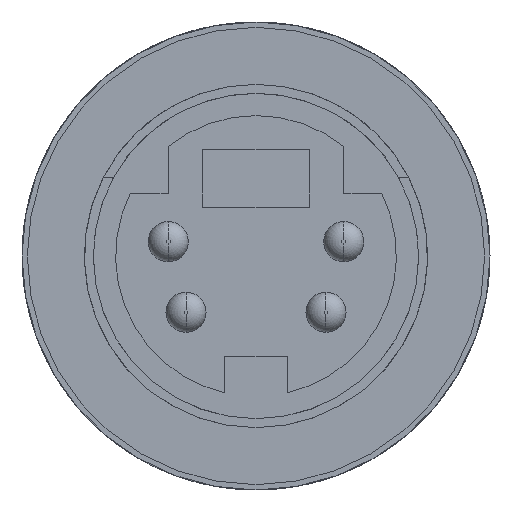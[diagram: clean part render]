
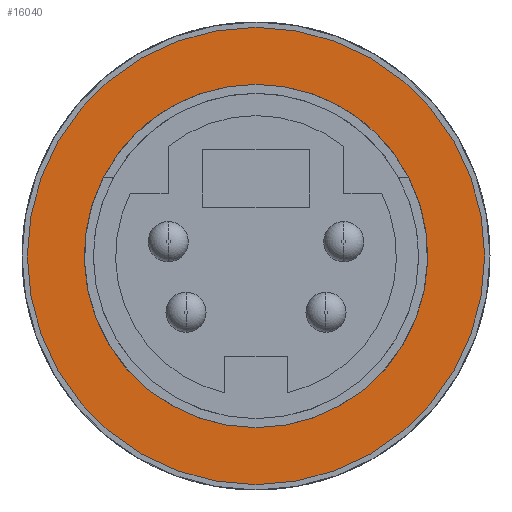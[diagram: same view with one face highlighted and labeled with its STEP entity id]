
A CAD part, front view. The second image highlights one B-rep face of the part: STEP entity #16040.
In plain terms, the highlighted face is planar.
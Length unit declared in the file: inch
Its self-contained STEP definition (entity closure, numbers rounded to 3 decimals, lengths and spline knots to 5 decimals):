
#244 = VERTEX_POINT ( 'NONE', #18143 ) ;
#4373 = CARTESIAN_POINT ( 'NONE',  ( 0., 0.0195, -0.2565 ) ) ;
#4374 = CARTESIAN_POINT ( 'NONE',  ( 0., 0.0195, 0.2565 ) ) ;
#4375 = DIRECTION ( 'NONE',  ( 0., 0., 1. ) ) ;
#4376 = DIRECTION ( 'NONE',  ( 0., 1., 0. ) ) ;
#4377 = AXIS2_PLACEMENT_3D ( 'NONE', #4383, #4376, #4375 ) ;
#4378 = CIRCLE ( 'NONE', #4377, 0.2565 ) ;
#4383 = CARTESIAN_POINT ( 'NONE',  ( 0., 0.0195, 0. ) ) ;
#4427 = CARTESIAN_POINT ( 'NONE',  ( 0., 0.0195, -0.1925 ) ) ;
#4428 = DIRECTION ( 'NONE',  ( 0., 0., 1. ) ) ;
#4429 = DIRECTION ( 'NONE',  ( 0., 1., 0. ) ) ;
#4430 = AXIS2_PLACEMENT_3D ( 'NONE', #4436, #4429, #4428 ) ;
#4431 = CIRCLE ( 'NONE', #4430, 0.1925 ) ;
#4436 = CARTESIAN_POINT ( 'NONE',  ( 0., 0.0195, 0. ) ) ;
#6153 = DIRECTION ( 'NONE',  ( 0., 0., 1. ) ) ;
#6154 = DIRECTION ( 'NONE',  ( 0., 1., 0. ) ) ;
#6155 = CARTESIAN_POINT ( 'NONE',  ( 0., 0.0195, 0. ) ) ;
#6156 = AXIS2_PLACEMENT_3D ( 'NONE', #6155, #6154, #6153 ) ;
#6157 = CIRCLE ( 'NONE', #6156, 0.1925 ) ;
#6205 = DIRECTION ( 'NONE',  ( 0., 0., 1. ) ) ;
#6206 = DIRECTION ( 'NONE',  ( 0., 1., 0. ) ) ;
#6207 = CARTESIAN_POINT ( 'NONE',  ( 0., 0.0195, 0. ) ) ;
#6208 = AXIS2_PLACEMENT_3D ( 'NONE', #6207, #6206, #6205 ) ;
#6209 = PLANE ( 'NONE',  #6208 ) ;
#6210 = FACE_BOUND ( 'NONE', #16044, .T. ) ;
#6215 = FACE_OUTER_BOUND ( 'NONE', #16041, .T. ) ;
#6244 = DIRECTION ( 'NONE',  ( 0., 0., 1. ) ) ;
#6245 = DIRECTION ( 'NONE',  ( 0., 1., 0. ) ) ;
#6246 = AXIS2_PLACEMENT_3D ( 'NONE', #6253, #6245, #6244 ) ;
#6247 = CIRCLE ( 'NONE', #6246, 0.2565 ) ;
#6253 = CARTESIAN_POINT ( 'NONE',  ( 0., 0.0195, 0. ) ) ;
#11705 = EDGE_CURVE ( 'NONE', #11706, #11707, #4378, .T. ) ;
#11706 = VERTEX_POINT ( 'NONE', #4374 ) ;
#11707 = VERTEX_POINT ( 'NONE', #4373 ) ;
#11741 = EDGE_CURVE ( 'NONE', #244, #11742, #4431, .T. ) ;
#11742 = VERTEX_POINT ( 'NONE', #4427 ) ;
#15991 = EDGE_CURVE ( 'NONE', #11742, #244, #6157, .T. ) ;
#16040 = ADVANCED_FACE ( 'NONE', ( #6215, #6210 ), #6209, .T. ) ;
#16041 = EDGE_LOOP ( 'NONE', ( #16042, #16043 ) ) ;
#16042 = ORIENTED_EDGE ( 'NONE', *, *, #16061, .T. ) ;
#16043 = ORIENTED_EDGE ( 'NONE', *, *, #11705, .T. ) ;
#16044 = EDGE_LOOP ( 'NONE', ( #16045, #16046 ) ) ;
#16045 = ORIENTED_EDGE ( 'NONE', *, *, #15991, .F. ) ;
#16046 = ORIENTED_EDGE ( 'NONE', *, *, #11741, .F. ) ;
#16061 = EDGE_CURVE ( 'NONE', #11707, #11706, #6247, .T. ) ;
#18143 = CARTESIAN_POINT ( 'NONE',  ( 0., 0.0195, 0.1925 ) ) ;
